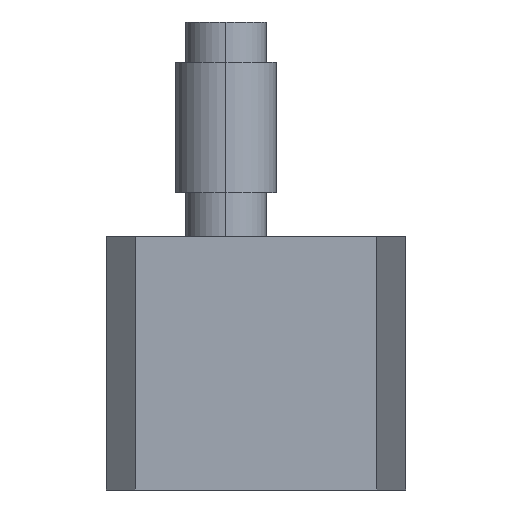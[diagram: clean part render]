
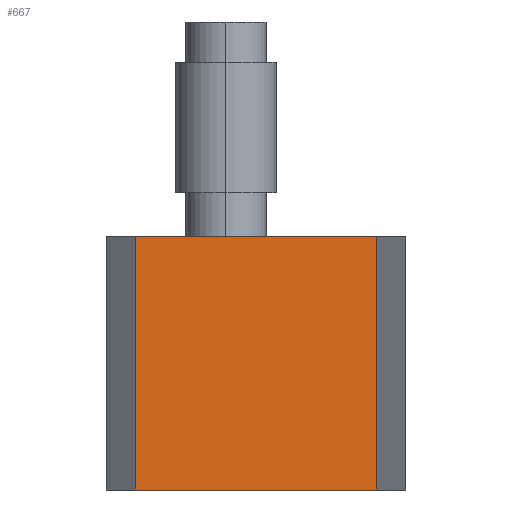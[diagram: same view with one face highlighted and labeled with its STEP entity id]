
A CAD part, left-side view. The second image highlights one B-rep face of the part: STEP entity #667.
In plain terms, the highlighted planar face has unit normal (-1, 0, 0).
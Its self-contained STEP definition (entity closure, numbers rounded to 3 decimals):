
#4 = CARTESIAN_POINT ( 'NONE',  ( -251., -60., 0. ) ) ;
#72 = CARTESIAN_POINT ( 'NONE',  ( -251., 60., 126. ) ) ;
#74 = EDGE_LOOP ( 'NONE', ( #578, #971, #823, #639 ) ) ;
#105 = CARTESIAN_POINT ( 'NONE',  ( -251., 60., 126. ) ) ;
#144 = AXIS2_PLACEMENT_3D ( 'NONE', #834, #1223, #1029 ) ;
#210 = DIRECTION ( 'NONE',  ( 0., -1., 0. ) ) ;
#223 = CARTESIAN_POINT ( 'NONE',  ( -251., 60., 0. ) ) ;
#261 = DIRECTION ( 'NONE',  ( 0., 0., -1. ) ) ;
#276 = CARTESIAN_POINT ( 'NONE',  ( -251., -60., 126. ) ) ;
#391 = FACE_OUTER_BOUND ( 'NONE', #74, .T. ) ;
#487 = LINE ( 'NONE', #72, #685 ) ;
#489 = VECTOR ( 'NONE', #261, 1000. ) ;
#519 = LINE ( 'NONE', #276, #489 ) ;
#550 = EDGE_CURVE ( 'NONE', #984, #1120, #487, .T. ) ;
#578 = ORIENTED_EDGE ( 'NONE', *, *, #550, .T. ) ;
#591 = LINE ( 'NONE', #223, #1062 ) ;
#603 = DIRECTION ( 'NONE',  ( 0., 0., -1. ) ) ;
#625 = CARTESIAN_POINT ( 'NONE',  ( -251., 60., 126. ) ) ;
#639 = ORIENTED_EDGE ( 'NONE', *, *, #1105, .F. ) ;
#667 = ADVANCED_FACE ( 'NONE', ( #391 ), #739, .F. ) ;
#685 = VECTOR ( 'NONE', #603, 1000. ) ;
#739 = PLANE ( 'NONE',  #144 ) ;
#812 = DIRECTION ( 'NONE',  ( 0., -1., 0. ) ) ;
#823 = ORIENTED_EDGE ( 'NONE', *, *, #825, .F. ) ;
#824 = EDGE_CURVE ( 'NONE', #1120, #1242, #591, .T. ) ;
#825 = EDGE_CURVE ( 'NONE', #1252, #1242, #519, .T. ) ;
#828 = VECTOR ( 'NONE', #210, 1000. ) ;
#834 = CARTESIAN_POINT ( 'NONE',  ( -251., 60., 126. ) ) ;
#867 = CARTESIAN_POINT ( 'NONE',  ( -251., -60., 126. ) ) ;
#938 = CARTESIAN_POINT ( 'NONE',  ( -251., 60., 0. ) ) ;
#971 = ORIENTED_EDGE ( 'NONE', *, *, #824, .T. ) ;
#984 = VERTEX_POINT ( 'NONE', #625 ) ;
#1029 = DIRECTION ( 'NONE',  ( 0., 0., -1. ) ) ;
#1062 = VECTOR ( 'NONE', #812, 1000. ) ;
#1105 = EDGE_CURVE ( 'NONE', #984, #1252, #1356, .T. ) ;
#1120 = VERTEX_POINT ( 'NONE', #938 ) ;
#1223 = DIRECTION ( 'NONE',  ( 1., 0., 0. ) ) ;
#1242 = VERTEX_POINT ( 'NONE', #4 ) ;
#1252 = VERTEX_POINT ( 'NONE', #867 ) ;
#1356 = LINE ( 'NONE', #105, #828 ) ;
